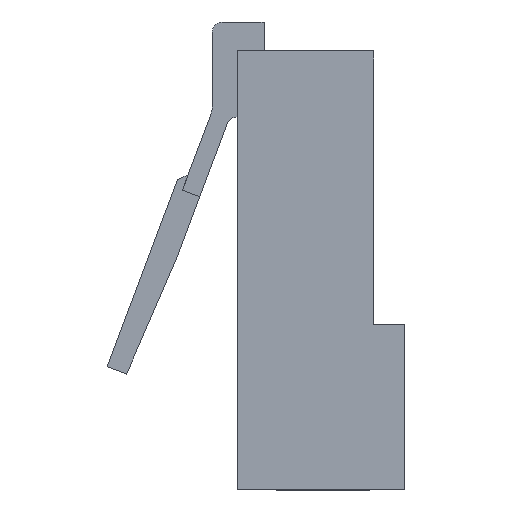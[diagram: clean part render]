
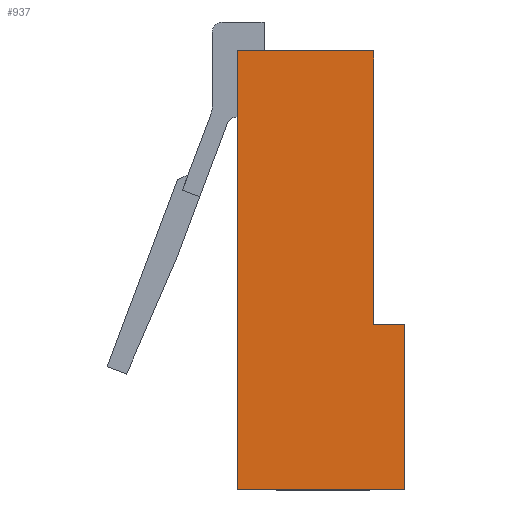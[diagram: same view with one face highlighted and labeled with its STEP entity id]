
A CAD part, left-side view. The second image highlights one B-rep face of the part: STEP entity #937.
In plain terms, the highlighted planar face has unit normal (-1, 0, 0).
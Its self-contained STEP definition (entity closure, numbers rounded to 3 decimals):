
#9 = VERTEX_POINT ( 'NONE', #1028 ) ;
#33 = ORIENTED_EDGE ( 'NONE', *, *, #2161, .T. ) ;
#69 = DIRECTION ( 'NONE',  ( 0., -1., 0. ) ) ;
#80 = VECTOR ( 'NONE', #69, 1000. ) ;
#122 = VECTOR ( 'NONE', #356, 1000. ) ;
#128 = FACE_OUTER_BOUND ( 'NONE', #1965, .T. ) ;
#180 = CARTESIAN_POINT ( 'NONE',  ( -5.8, 6.6, 10.6 ) ) ;
#188 = CARTESIAN_POINT ( 'NONE',  ( -5.8, -1.5, -10.6 ) ) ;
#256 = ORIENTED_EDGE ( 'NONE', *, *, #2137, .F. ) ;
#265 = VECTOR ( 'NONE', #1563, 1000. ) ;
#325 = CARTESIAN_POINT ( 'NONE',  ( -5.8, 0., 10.6 ) ) ;
#331 = DIRECTION ( 'NONE',  ( 0., -1., 0. ) ) ;
#339 = PLANE ( 'NONE',  #1431 ) ;
#356 = DIRECTION ( 'NONE',  ( 0., 1., 0. ) ) ;
#379 = VECTOR ( 'NONE', #331, 1000. ) ;
#563 = LINE ( 'NONE', #1848, #122 ) ;
#667 = CARTESIAN_POINT ( 'NONE',  ( -5.8, -1.5, -2.6 ) ) ;
#724 = VERTEX_POINT ( 'NONE', #2036 ) ;
#813 = DIRECTION ( 'NONE',  ( 1., 0., 0. ) ) ;
#815 = ORIENTED_EDGE ( 'NONE', *, *, #2051, .T. ) ;
#833 = DIRECTION ( 'NONE',  ( 0., 0., -1. ) ) ;
#877 = VERTEX_POINT ( 'NONE', #1297 ) ;
#903 = VECTOR ( 'NONE', #833, 1000. ) ;
#926 = ORIENTED_EDGE ( 'NONE', *, *, #2166, .T. ) ;
#937 = ADVANCED_FACE ( 'NONE', ( #128 ), #339, .F. ) ;
#1028 = CARTESIAN_POINT ( 'NONE',  ( -5.8, 6.6, 10.6 ) ) ;
#1228 = LINE ( 'NONE', #180, #379 ) ;
#1297 = CARTESIAN_POINT ( 'NONE',  ( -5.8, 6.6, -10.6 ) ) ;
#1334 = ORIENTED_EDGE ( 'NONE', *, *, #2061, .F. ) ;
#1340 = LINE ( 'NONE', #2098, #80 ) ;
#1377 = CARTESIAN_POINT ( 'NONE',  ( -5.8, 6.6, 10.6 ) ) ;
#1431 = AXIS2_PLACEMENT_3D ( 'NONE', #1838, #813, #2078 ) ;
#1462 = DIRECTION ( 'NONE',  ( 0., 0., 1. ) ) ;
#1557 = ORIENTED_EDGE ( 'NONE', *, *, #2165, .F. ) ;
#1563 = DIRECTION ( 'NONE',  ( 0., 0., 1. ) ) ;
#1567 = LINE ( 'NONE', #1377, #265 ) ;
#1621 = VERTEX_POINT ( 'NONE', #1695 ) ;
#1695 = CARTESIAN_POINT ( 'NONE',  ( -5.8, -1.5, -2.6 ) ) ;
#1740 = LINE ( 'NONE', #325, #1876 ) ;
#1801 = LINE ( 'NONE', #667, #903 ) ;
#1806 = CARTESIAN_POINT ( 'NONE',  ( -5.8, 0., -2.6 ) ) ;
#1838 = CARTESIAN_POINT ( 'NONE',  ( -5.8, 6.6, 10.6 ) ) ;
#1848 = CARTESIAN_POINT ( 'NONE',  ( -5.8, 6.6, -2.6 ) ) ;
#1876 = VECTOR ( 'NONE', #1462, 1000. ) ;
#1897 = VERTEX_POINT ( 'NONE', #188 ) ;
#1965 = EDGE_LOOP ( 'NONE', ( #926, #1557, #33, #815, #1334, #256 ) ) ;
#2036 = CARTESIAN_POINT ( 'NONE',  ( -5.8, 0., 10.6 ) ) ;
#2051 = EDGE_CURVE ( 'NONE', #2056, #724, #1740, .T. ) ;
#2056 = VERTEX_POINT ( 'NONE', #1806 ) ;
#2061 = EDGE_CURVE ( 'NONE', #9, #724, #1228, .T. ) ;
#2078 = DIRECTION ( 'NONE',  ( 0., 0., -1. ) ) ;
#2098 = CARTESIAN_POINT ( 'NONE',  ( -5.8, 6.6, -10.6 ) ) ;
#2137 = EDGE_CURVE ( 'NONE', #877, #9, #1567, .T. ) ;
#2161 = EDGE_CURVE ( 'NONE', #1621, #2056, #563, .T. ) ;
#2165 = EDGE_CURVE ( 'NONE', #1621, #1897, #1801, .T. ) ;
#2166 = EDGE_CURVE ( 'NONE', #877, #1897, #1340, .T. ) ;
